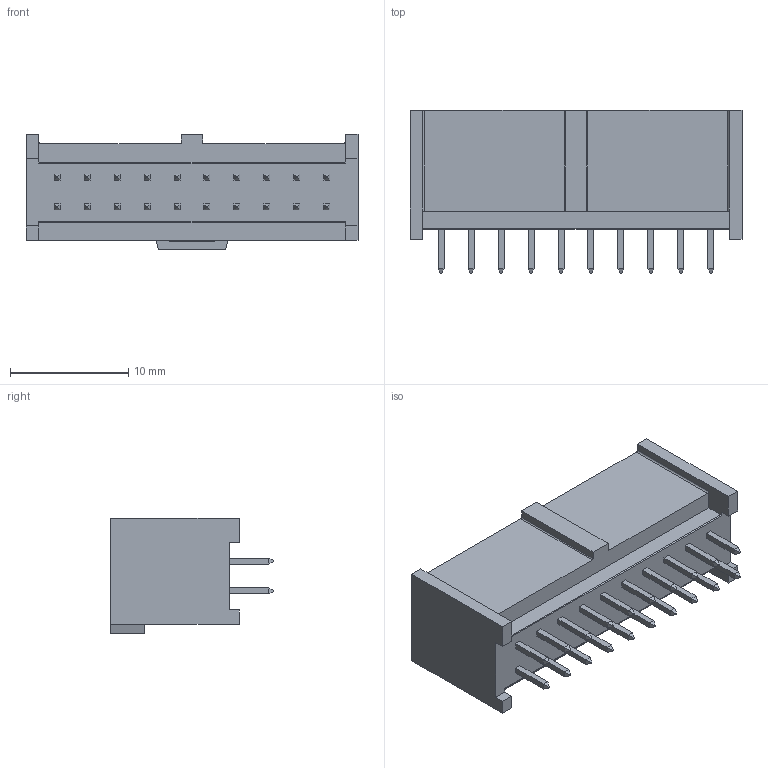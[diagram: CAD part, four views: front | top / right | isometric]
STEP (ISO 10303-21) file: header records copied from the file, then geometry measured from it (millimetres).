
FILE_DESCRIPTION(('STEP AP214'),'1');
FILE_NAME('6272.stp','2018-08-21T13:11:36',('TraceParts'),('TraceParts S.A.'),'Spatial InterOp 3D',' ',' ');
FILE_SCHEMA(('automotive_design'));
Length unit declared in the file: millimetre
Products named in the file (2): 6272_1; 1
Bounding box: 28.12 x 13.8 x 9.75 mm (x, y, z)
Volume: 1043.4 mm3; surface area: 2138.8 mm2
Topology: 1 solids, 1 shells, 417 faces, 1004 edges, 668 vertices
Faces by surface type: plane 413, cylinder 4
Entity records: 11711 total; most frequent: CARTESIAN_POINT 2011, ORIENTED_EDGE 1928, DIRECTION 1890, EDGE_CURVE 964, LINE 956, VECTOR 956, VERTEX_POINT 588, AXIS2_PLACEMENT_3D 467
